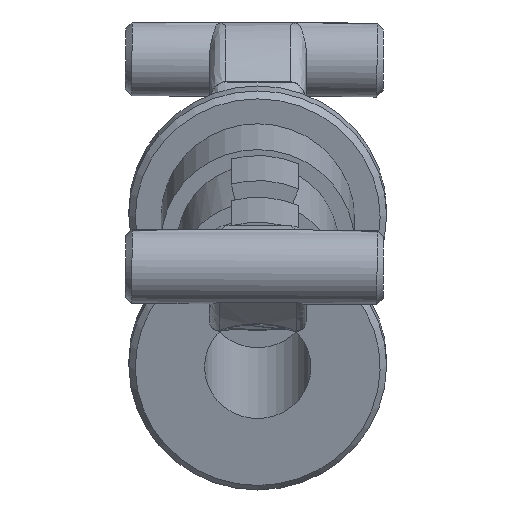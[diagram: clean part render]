
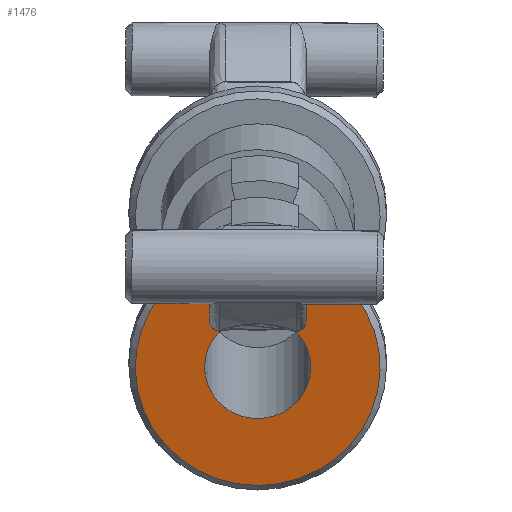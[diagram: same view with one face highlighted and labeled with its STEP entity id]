
A CAD part, left-side view. The second image highlights one B-rep face of the part: STEP entity #1476.
In plain terms, the highlighted planar face has unit normal (-0.966, 0, -0.259).
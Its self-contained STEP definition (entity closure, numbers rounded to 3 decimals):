
#29=FACE_BOUND('',#291,.T.);
#120=B_SPLINE_CURVE_WITH_KNOTS('',3,(#4155,#4156,#4157,#4158,#4159,#4160,
#4161,#4162,#4163,#4164),.UNSPECIFIED.,.F.,.F.,(4,3,3,4),(0.,0.027,
0.046,0.064),.UNSPECIFIED.);
#121=B_SPLINE_CURVE_WITH_KNOTS('',3,(#4165,#4166,#4167,#4168,#4169,#4170,
#4171,#4172),.UNSPECIFIED.,.F.,.F.,(4,2,2,4),(-1.,-0.909,-0.868,
-0.37),.UNSPECIFIED.);
#122=B_SPLINE_CURVE_WITH_KNOTS('',3,(#4174,#4175,#4176,#4177,#4178,#4179,
#4180,#4181,#4182,#4183),.UNSPECIFIED.,.F.,.F.,(4,2,2,2,4),(-0.63,
-0.132,-0.091,-0.009,0.),
 .UNSPECIFIED.);
#123=B_SPLINE_CURVE_WITH_KNOTS('',3,(#4184,#4185,#4186,#4187,#4188,#4189,
#4190,#4191,#4192,#4193),.UNSPECIFIED.,.F.,.F.,(4,3,3,4),(0.,0.018,
0.036,0.064),.UNSPECIFIED.);
#196=FACE_OUTER_BOUND('',#290,.T.);
#290=EDGE_LOOP('',(#1093,#1094,#1095,#1096,#1097,#1098,#1099));
#291=EDGE_LOOP('',(#1100));
#510=CIRCLE('',#1593,3.8);
#512=CIRCLE('',#1595,3.8);
#520=CIRCLE('',#1608,2.);
#521=CIRCLE('',#1609,1.65);
#622=VERTEX_POINT('',#4057);
#623=VERTEX_POINT('',#4058);
#624=VERTEX_POINT('',#4060);
#635=VERTEX_POINT('',#4151);
#636=VERTEX_POINT('',#4152);
#637=VERTEX_POINT('',#4154);
#638=VERTEX_POINT('',#4173);
#639=VERTEX_POINT('',#4194);
#786=EDGE_CURVE('',#622,#623,#510,.T.);
#788=EDGE_CURVE('',#623,#624,#512,.T.);
#805=EDGE_CURVE('',#635,#636,#520,.T.);
#806=EDGE_CURVE('',#635,#637,#120,.F.);
#807=EDGE_CURVE('',#622,#637,#121,.T.);
#808=EDGE_CURVE('',#638,#624,#122,.T.);
#809=EDGE_CURVE('',#638,#636,#123,.F.);
#810=EDGE_CURVE('',#639,#639,#521,.T.);
#1093=ORIENTED_EDGE('',*,*,#805,.F.);
#1094=ORIENTED_EDGE('',*,*,#806,.T.);
#1095=ORIENTED_EDGE('',*,*,#807,.F.);
#1096=ORIENTED_EDGE('',*,*,#786,.T.);
#1097=ORIENTED_EDGE('',*,*,#788,.T.);
#1098=ORIENTED_EDGE('',*,*,#808,.F.);
#1099=ORIENTED_EDGE('',*,*,#809,.T.);
#1100=ORIENTED_EDGE('',*,*,#810,.F.);
#1425=PLANE('',#1607);
#1476=ADVANCED_FACE('',(#196,#29),#1425,.F.);
#1593=AXIS2_PLACEMENT_3D('',#4059,#1808,#1809);
#1595=AXIS2_PLACEMENT_3D('',#4062,#1812,#1813);
#1607=AXIS2_PLACEMENT_3D('',#4150,#1842,#1843);
#1608=AXIS2_PLACEMENT_3D('',#4153,#1844,#1845);
#1609=AXIS2_PLACEMENT_3D('',#4195,#1846,#1847);
#1808=DIRECTION('center_axis',(-0.966,0.,-0.259));
#1809=DIRECTION('ref_axis',(-0.259,0.,0.966));
#1812=DIRECTION('center_axis',(-0.966,0.,-0.259));
#1813=DIRECTION('ref_axis',(-0.259,0.,0.966));
#1842=DIRECTION('center_axis',(0.966,0.,0.259));
#1843=DIRECTION('ref_axis',(0.259,0.,-0.966));
#1844=DIRECTION('center_axis',(0.966,0.,0.259));
#1845=DIRECTION('ref_axis',(0.,1.,0.));
#1846=DIRECTION('center_axis',(-0.966,0.,-0.259));
#1847=DIRECTION('ref_axis',(0.,1.,0.));
#4057=CARTESIAN_POINT('',(4.436,3.198,3.292));
#4058=CARTESIAN_POINT('',(6.326,1.727,-3.763));
#4059=CARTESIAN_POINT('Origin',(5.343,1.727,-0.092));
#4060=CARTESIAN_POINT('',(4.436,0.257,3.292));
#4062=CARTESIAN_POINT('Origin',(5.343,1.727,-0.092));
#4150=CARTESIAN_POINT('Origin',(5.343,1.727,-0.092));
#4151=CARTESIAN_POINT('',(4.901,2.771,1.556));
#4152=CARTESIAN_POINT('',(4.901,0.684,1.556));
#4153=CARTESIAN_POINT('Origin',(5.343,1.727,-0.092));
#4154=CARTESIAN_POINT('',(4.835,3.227,1.803));
#4155=CARTESIAN_POINT('Ctrl Pts',(4.835,3.227,1.803));
#4156=CARTESIAN_POINT('Ctrl Pts',(4.858,3.227,1.715));
#4157=CARTESIAN_POINT('Ctrl Pts',(4.881,3.183,1.628));
#4158=CARTESIAN_POINT('Ctrl Pts',(4.896,3.112,1.574));
#4159=CARTESIAN_POINT('Ctrl Pts',(4.906,3.064,1.538));
#4160=CARTESIAN_POINT('Ctrl Pts',(4.911,3.005,1.517));
#4161=CARTESIAN_POINT('Ctrl Pts',(4.912,2.944,1.514));
#4162=CARTESIAN_POINT('Ctrl Pts',(4.913,2.884,1.51));
#4163=CARTESIAN_POINT('Ctrl Pts',(4.909,2.823,1.525));
#4164=CARTESIAN_POINT('Ctrl Pts',(4.901,2.771,1.556));
#4165=CARTESIAN_POINT('Ctrl Pts',(4.436,3.198,3.292));
#4166=CARTESIAN_POINT('Ctrl Pts',(4.454,3.218,3.223));
#4167=CARTESIAN_POINT('Ctrl Pts',(4.474,3.227,3.15));
#4168=CARTESIAN_POINT('Ctrl Pts',(4.502,3.227,3.046));
#4169=CARTESIAN_POINT('Ctrl Pts',(4.51,3.227,3.014));
#4170=CARTESIAN_POINT('Ctrl Pts',(4.624,3.227,2.589));
#4171=CARTESIAN_POINT('Ctrl Pts',(4.729,3.227,2.196));
#4172=CARTESIAN_POINT('Ctrl Pts',(4.835,3.227,1.803));
#4173=CARTESIAN_POINT('',(4.835,0.227,1.803));
#4174=CARTESIAN_POINT('Ctrl Pts',(4.835,0.227,1.803));
#4175=CARTESIAN_POINT('Ctrl Pts',(4.729,0.227,2.196));
#4176=CARTESIAN_POINT('Ctrl Pts',(4.624,0.227,2.589));
#4177=CARTESIAN_POINT('Ctrl Pts',(4.51,0.227,3.014));
#4178=CARTESIAN_POINT('Ctrl Pts',(4.502,0.227,3.046));
#4179=CARTESIAN_POINT('Ctrl Pts',(4.476,0.227,3.143));
#4180=CARTESIAN_POINT('Ctrl Pts',(4.458,0.235,3.208));
#4181=CARTESIAN_POINT('Ctrl Pts',(4.44,0.253,3.278));
#4182=CARTESIAN_POINT('Ctrl Pts',(4.438,0.255,3.285));
#4183=CARTESIAN_POINT('Ctrl Pts',(4.436,0.257,3.292));
#4184=CARTESIAN_POINT('Ctrl Pts',(4.901,0.684,1.556));
#4185=CARTESIAN_POINT('Ctrl Pts',(4.909,0.632,1.525));
#4186=CARTESIAN_POINT('Ctrl Pts',(4.913,0.571,1.51));
#4187=CARTESIAN_POINT('Ctrl Pts',(4.912,0.51,1.514));
#4188=CARTESIAN_POINT('Ctrl Pts',(4.911,0.45,1.517));
#4189=CARTESIAN_POINT('Ctrl Pts',(4.906,0.39,1.538));
#4190=CARTESIAN_POINT('Ctrl Pts',(4.896,0.343,1.574));
#4191=CARTESIAN_POINT('Ctrl Pts',(4.882,0.272,1.628));
#4192=CARTESIAN_POINT('Ctrl Pts',(4.858,0.227,1.715));
#4193=CARTESIAN_POINT('Ctrl Pts',(4.835,0.227,1.803));
#4194=CARTESIAN_POINT('',(5.343,0.077,-0.092));
#4195=CARTESIAN_POINT('Origin',(5.343,1.727,-0.092));
